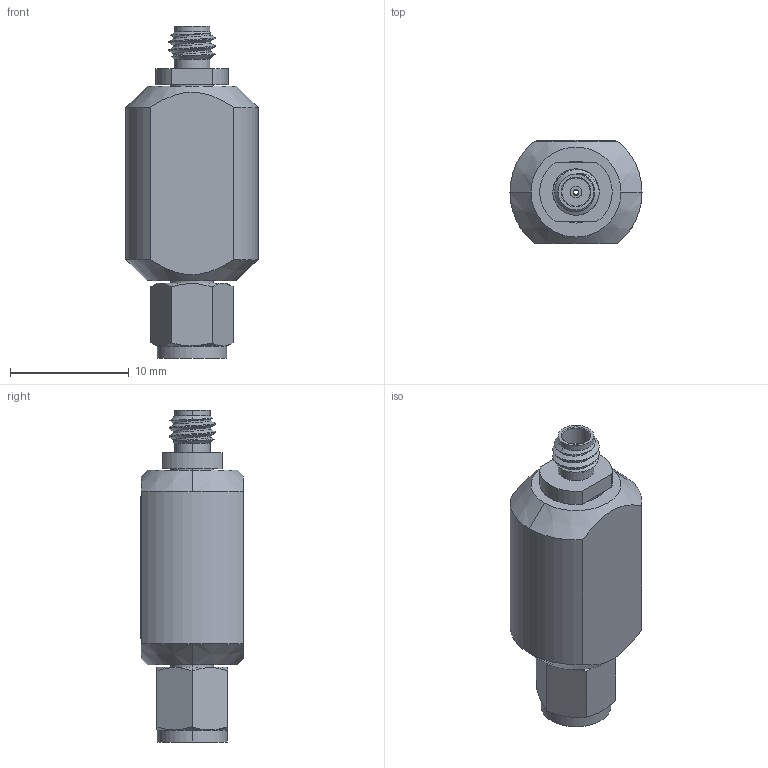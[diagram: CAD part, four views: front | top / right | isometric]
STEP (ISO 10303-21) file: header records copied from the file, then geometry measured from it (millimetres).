
FILE_DESCRIPTION (( 'STEP AP203' ), '1' );
FILE_NAME ('FMAT7450-10_3D.step', '2022-08-01T22:42:32', ( '' ), ( '' ), 'SwSTEP 2.0', 'SolidWorks 2021', '' );
FILE_SCHEMA (( 'CONFIG_CONTROL_DESIGN' ));
Length unit declared in the file: inch
Products named in the file (11): 3-60047^3-83769_41W_3_6_10(2)_FMAT7450-10; 3-83769^41W_3_6_10(2)_FMAT7450-10; 3-83756^41W_3_6_10(2)_FMAT7450-10; FMAT7450-10_3D; 3-83770^41W_3_6_10(2)_FMAT7450-10; 3-61030^3-83770_41W_3_6_10(2)_FMAT7450-10; 3-61034^3-83770_41W_3_6_10(2)_FMAT7450-10; Label^FMAT7450-10; 41W_3_6_10(2)^FMAT7450-10; 3-83763^41W_3_6_10(2)_FMAT7450-10; 3-61032^3-83770_41W_3_6_10(2)_FMAT7450-10
Assembly tree (10 placements, depth 4):
  FMAT7450-10_3D
    41W_3_6_10(2)^FMAT7450-10
      3-83769^41W_3_6_10(2)_FMAT7450-10
        3-60047^3-83769_41W_3_6_10(2)_FMAT7450-10
      3-83770^41W_3_6_10(2)_FMAT7450-10
        3-61030^3-83770_41W_3_6_10(2)_FMAT7450-10
        3-61032^3-83770_41W_3_6_10(2)_FMAT7450-10
        3-61034^3-83770_41W_3_6_10(2)_FMAT7450-10
      3-83763^41W_3_6_10(2)_FMAT7450-10
      3-83756^41W_3_6_10(2)_FMAT7450-10
    Label^FMAT7450-10
Bounding box: 11.11 x 8.65 x 27.95 mm (x, y, z)
Volume: 1436.8 mm3; surface area: 1960 mm2
Topology: 7 solids, 7 shells, 394 faces, 953 edges, 611 vertices
Faces by surface type: plane 169, cylinder 93, cone 76, bspline 56
Entity records: 17542 total; most frequent: CARTESIAN_POINT 7430, ORIENTED_EDGE 1906, DIRECTION 1726, EDGE_CURVE 953, VERTEX_POINT 611, AXIS2_PLACEMENT_3D 599, VECTOR 528, LINE 528
